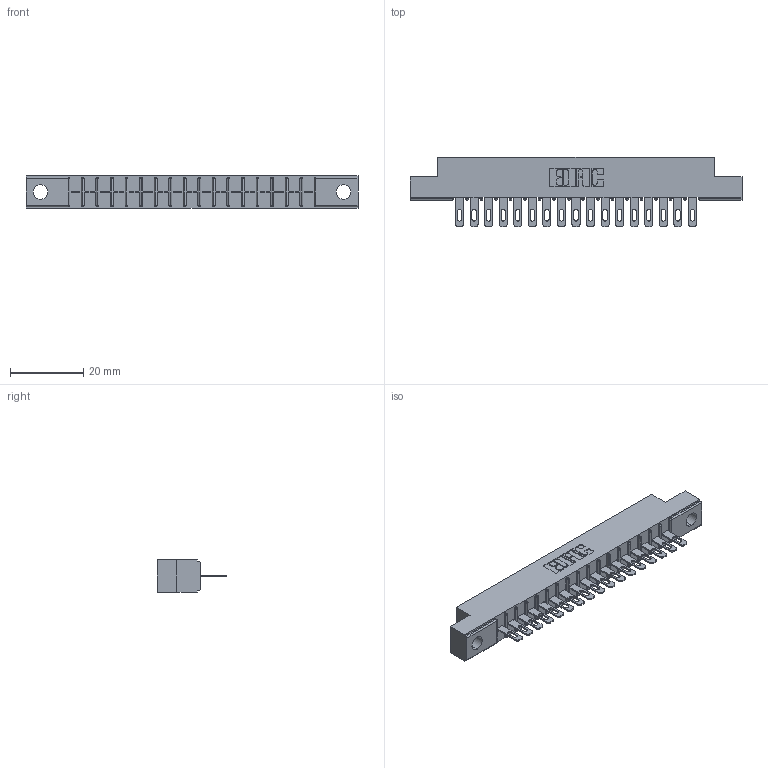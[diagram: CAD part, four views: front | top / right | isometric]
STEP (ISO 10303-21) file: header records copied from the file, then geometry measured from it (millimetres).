
FILE_DESCRIPTION (( 'STEP AP203' ), '1' );
FILE_NAME ('356-017-400-104.STEP', '2020-09-23T12:51:58', ( '' ), ( '' ), 'SwSTEP 2.0', 'SolidWorks 2020', '' );
FILE_SCHEMA (( 'CONFIG_CONTROL_DESIGN' ));
Length unit declared in the file: inch
Products named in the file (3): 306 Part_.156 Dia; 356-017-400-104; 306-290-001_100
Assembly tree (18 placements, depth 2):
  356-017-400-104
    306 Part_.156 Dia
    306-290-001_100  x17
Bounding box: 90.37 x 18.87 x 8.71 mm (x, y, z)
Volume: 6103.5 mm3; surface area: 9009.3 mm2
Topology: 18 solids, 18 shells, 1422 faces, 4007 edges, 2578 vertices
Faces by surface type: plane 932, cylinder 422, sphere 68
Entity records: 19674 total; most frequent: CARTESIAN_POINT 3304, ORIENTED_EDGE 3270, DIRECTION 3253, EDGE_CURVE 1635, VECTOR 1271, LINE 1271, VERTEX_POINT 1042, AXIS2_PLACEMENT_3D 991
